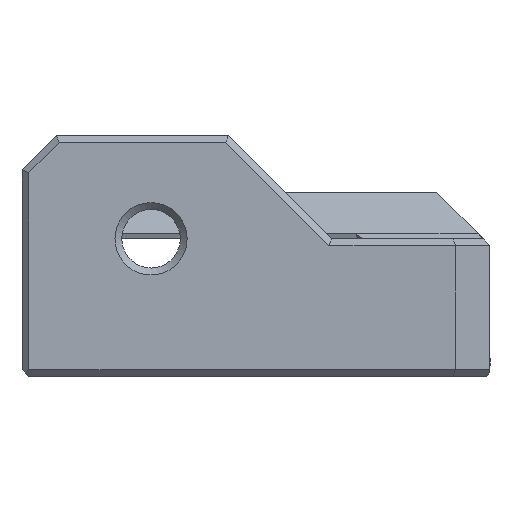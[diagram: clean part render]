
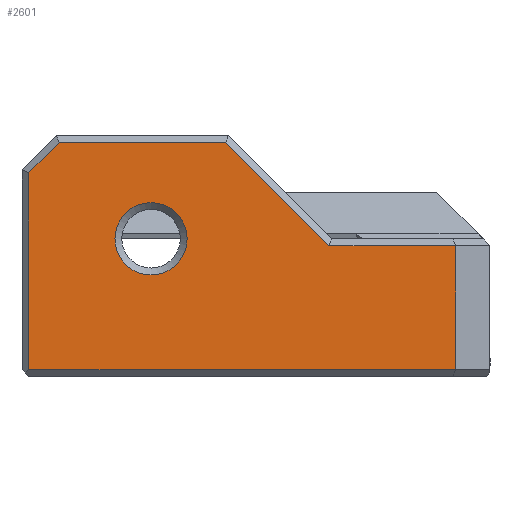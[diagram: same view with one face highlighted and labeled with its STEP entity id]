
A CAD part, left-side view. The second image highlights one B-rep face of the part: STEP entity #2601.
In plain terms, the highlighted planar face has unit normal (-1, 0, 0).
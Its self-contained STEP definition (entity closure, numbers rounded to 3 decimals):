
#33=FACE_BOUND('',#353,.T.);
#77=CIRCLE('',#2768,2.1);
#209=FACE_OUTER_BOUND('',#352,.T.);
#352=EDGE_LOOP('',(#2279,#2280,#2281,#2282,#2283,#2284,#2285));
#353=EDGE_LOOP('',(#2286));
#612=LINE('',#4055,#938);
#617=LINE('',#4063,#943);
#669=LINE('',#4192,#995);
#672=LINE('',#4196,#998);
#676=LINE('',#4206,#1002);
#677=LINE('',#4207,#1003);
#678=LINE('',#4208,#1004);
#938=VECTOR('',#3290,1000.);
#943=VECTOR('',#3297,1000.);
#995=VECTOR('',#3433,10.);
#998=VECTOR('',#3438,1000.);
#1002=VECTOR('',#3450,10.);
#1003=VECTOR('',#3451,1000.);
#1004=VECTOR('',#3452,10.);
#1207=VERTEX_POINT('',#4052);
#1208=VERTEX_POINT('',#4054);
#1210=VERTEX_POINT('',#4061);
#1234=VERTEX_POINT('',#4138);
#1244=VERTEX_POINT('',#4189);
#1245=VERTEX_POINT('',#4191);
#1246=VERTEX_POINT('',#4204);
#1247=VERTEX_POINT('',#4205);
#1527=EDGE_CURVE('',#1208,#1207,#612,.T.);
#1532=EDGE_CURVE('',#1207,#1210,#617,.T.);
#1570=EDGE_CURVE('',#1234,#1234,#77,.T.);
#1596=EDGE_CURVE('',#1244,#1245,#669,.T.);
#1599=EDGE_CURVE('',#1210,#1245,#672,.T.);
#1603=EDGE_CURVE('',#1246,#1247,#676,.T.);
#1604=EDGE_CURVE('',#1246,#1208,#677,.T.);
#1605=EDGE_CURVE('',#1247,#1244,#678,.T.);
#2279=ORIENTED_EDGE('',*,*,#1603,.F.);
#2280=ORIENTED_EDGE('',*,*,#1604,.T.);
#2281=ORIENTED_EDGE('',*,*,#1527,.T.);
#2282=ORIENTED_EDGE('',*,*,#1532,.T.);
#2283=ORIENTED_EDGE('',*,*,#1599,.T.);
#2284=ORIENTED_EDGE('',*,*,#1596,.F.);
#2285=ORIENTED_EDGE('',*,*,#1605,.F.);
#2286=ORIENTED_EDGE('',*,*,#1570,.T.);
#2464=PLANE('',#2793);
#2601=ADVANCED_FACE('',(#209,#33),#2464,.T.);
#2768=AXIS2_PLACEMENT_3D('',#4140,#3371,#3372);
#2793=AXIS2_PLACEMENT_3D('',#4203,#3448,#3449);
#3290=DIRECTION('',(0.,0.707,-0.707));
#3297=DIRECTION('',(0.,0.,-1.));
#3371=DIRECTION('center_axis',(1.,0.,0.));
#3372=DIRECTION('ref_axis',(0.,0.,
-1.));
#3433=DIRECTION('',(0.,0.,-1.));
#3438=DIRECTION('',(0.,-1.,0.));
#3448=DIRECTION('center_axis',(-1.,0.,0.));
#3449=DIRECTION('ref_axis',(0.,0.,
1.));
#3450=DIRECTION('',(0.,-0.707,-0.707));
#3451=DIRECTION('',(0.,1.,0.));
#3452=DIRECTION('',(0.,-1.,0.));
#4052=CARTESIAN_POINT('',(-45.998,62.6,70.034));
#4054=CARTESIAN_POINT('',(-45.998,60.834,71.8));
#4055=CARTESIAN_POINT('',(-45.998,65.717,66.917));
#4061=CARTESIAN_POINT('',(-45.998,62.6,58.6));
#4063=CARTESIAN_POINT('',(-45.998,62.6,51.2));
#4138=CARTESIAN_POINT('',(-45.998,57.6,66.2));
#4140=CARTESIAN_POINT('Origin',(-45.998,55.5,66.2));
#4189=CARTESIAN_POINT('',(-45.998,37.8,65.8));
#4191=CARTESIAN_POINT('',(-45.998,37.8,58.6));
#4192=CARTESIAN_POINT('',(-45.998,37.8,70.2));
#4196=CARTESIAN_POINT('',(-45.998,46.566,58.6));
#4203=CARTESIAN_POINT('Origin',(-45.998,63.,66.2));
#4204=CARTESIAN_POINT('',(-45.998,51.166,71.8));
#4205=CARTESIAN_POINT('',(-45.998,45.166,65.8));
#4206=CARTESIAN_POINT('',(-45.998,51.283,71.917));
#4207=CARTESIAN_POINT('',(-45.998,63.,71.8));
#4208=CARTESIAN_POINT('',(-45.998,62.9,65.8));
